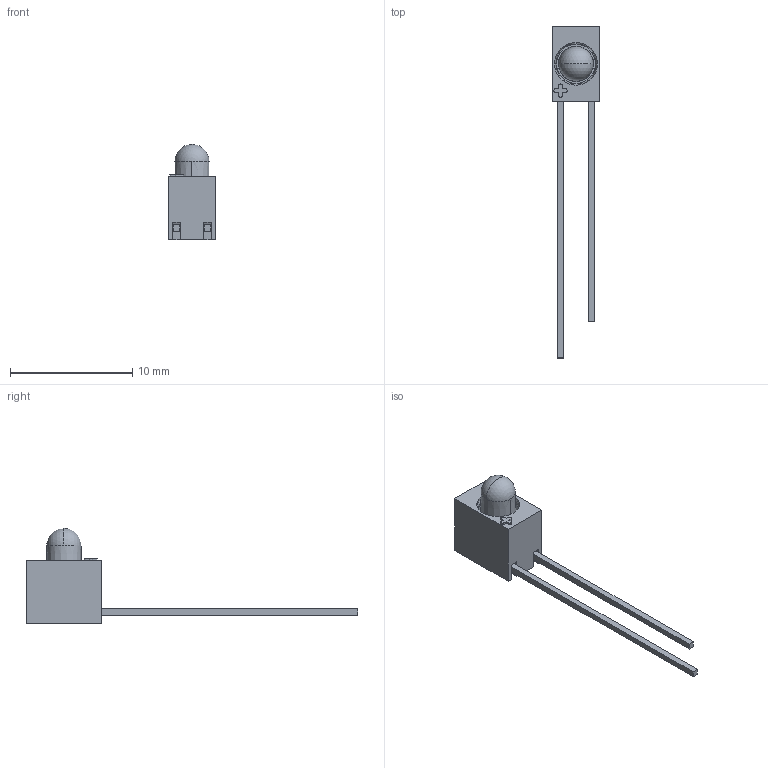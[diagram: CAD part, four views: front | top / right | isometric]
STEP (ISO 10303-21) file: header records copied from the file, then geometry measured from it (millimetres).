
FILE_DESCRIPTION (( 'STEP AP203' ), '1' );
FILE_NAME ('103.STEP', '2015-09-24T08:13:55', ( 'design 2' ), ( 'marl international ltd' ), 'SwSTEP 2.0', 'SolidWorks 2015', '' );
FILE_SCHEMA (( 'CONFIG_CONTROL_DESIGN' ));
Length unit declared in the file: millimetre
Products named in the file (3): COM2263; LED_330; 103
Assembly tree (2 placements, depth 2):
  103
    COM2263
    LED_330
Bounding box: 3.9 x 27.18 x 7.8 mm (x, y, z)
Volume: 136.9 mm3; surface area: 358.6 mm2
Topology: 2 solids, 2 shells, 79 faces, 222 edges, 149 vertices
Faces by surface type: plane 49, cylinder 18, torus 4, bspline 4, cone 2, sphere 2
Entity records: 2957 total; most frequent: CARTESIAN_POINT 629, ORIENTED_EDGE 444, DIRECTION 402, EDGE_CURVE 222, VERTEX_POINT 149, LINE 142, VECTOR 142, AXIS2_PLACEMENT_3D 130
